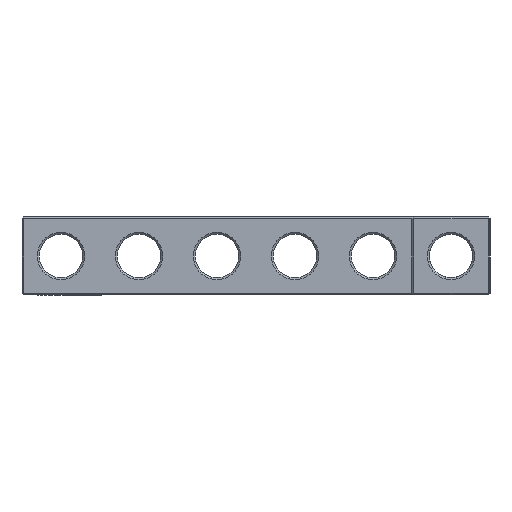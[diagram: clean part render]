
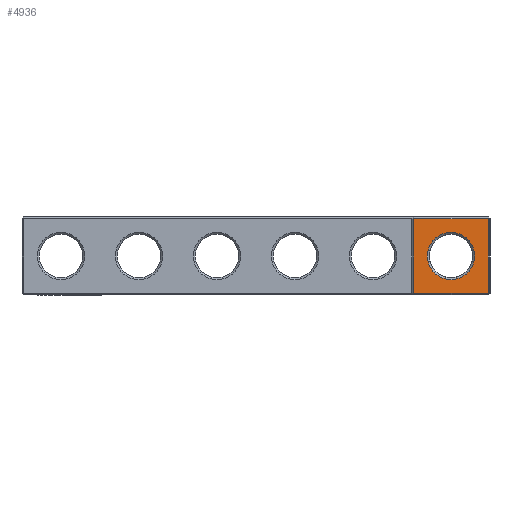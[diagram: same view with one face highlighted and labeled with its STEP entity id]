
A CAD part, left-side view. The second image highlights one B-rep face of the part: STEP entity #4936.
In plain terms, the highlighted planar face has unit normal (-1, 0, 0).
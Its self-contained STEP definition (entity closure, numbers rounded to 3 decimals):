
#361 = PLANE('',#362);
#362 = AXIS2_PLACEMENT_3D('',#363,#364,#365);
#363 = CARTESIAN_POINT('',(-118.6,6.1,0.));
#364 = DIRECTION('',(0.707,-0.707,0.)
  );
#365 = DIRECTION('',(0.,0.,-1.));
#1303 = VERTEX_POINT('',#1304);
#1304 = CARTESIAN_POINT('',(-118.75,5.95,0.3));
#1325 = EDGE_CURVE('',#1303,#1326,#1328,.T.);
#1326 = VERTEX_POINT('',#1327);
#1327 = CARTESIAN_POINT('',(-118.75,5.95,12.2));
#1328 = SURFACE_CURVE('',#1329,(#1333,#1340),.PCURVE_S1.);
#1329 = LINE('',#1330,#1331);
#1330 = CARTESIAN_POINT('',(-118.75,5.95,0.));
#1331 = VECTOR('',#1332,1.);
#1332 = DIRECTION('',(0.,0.,1.));
#1333 = PCURVE('',#361,#1334);
#1334 = DEFINITIONAL_REPRESENTATION('',(#1335),#1339);
#1335 = LINE('',#1336,#1337);
#1336 = CARTESIAN_POINT('',(0.,-0.212));
#1337 = VECTOR('',#1338,1.);
#1338 = DIRECTION('',(-1.,0.));
#1339 = ( GEOMETRIC_REPRESENTATION_CONTEXT(2) 
PARAMETRIC_REPRESENTATION_CONTEXT() REPRESENTATION_CONTEXT('2D SPACE',''
  ) );
#1340 = PCURVE('',#1341,#1346);
#1341 = PLANE('',#1342);
#1342 = AXIS2_PLACEMENT_3D('',#1343,#1344,#1345);
#1343 = CARTESIAN_POINT('',(-118.75,6.25,0.));
#1344 = DIRECTION('',(1.,0.,0.));
#1345 = DIRECTION('',(0.,-1.,0.));
#1346 = DEFINITIONAL_REPRESENTATION('',(#1347),#1351);
#1347 = LINE('',#1348,#1349);
#1348 = CARTESIAN_POINT('',(0.3,0.));
#1349 = VECTOR('',#1350,1.);
#1350 = DIRECTION('',(0.,-1.));
#1351 = ( GEOMETRIC_REPRESENTATION_CONTEXT(2) 
PARAMETRIC_REPRESENTATION_CONTEXT() REPRESENTATION_CONTEXT('2D SPACE',''
  ) );
#1917 = PLANE('',#1918);
#1918 = AXIS2_PLACEMENT_3D('',#1919,#1920,#1921);
#1919 = CARTESIAN_POINT('',(-118.6,6.25,0.15));
#1920 = DIRECTION('',(0.707,0.,0.707)
  );
#1921 = DIRECTION('',(0.,-1.,0.));
#2886 = PLANE('',#2887);
#2887 = AXIS2_PLACEMENT_3D('',#2888,#2889,#2890);
#2888 = CARTESIAN_POINT('',(-118.6,6.25,12.35));
#2889 = DIRECTION('',(-0.707,0.,0.707
    ));
#2890 = DIRECTION('',(0.,-1.,0.));
#4936 = ADVANCED_FACE('',(#4937,#5012),#1341,.F.);
#4937 = FACE_BOUND('',#4938,.F.);
#4938 = EDGE_LOOP('',(#4939,#4969,#4990,#4991));
#4939 = ORIENTED_EDGE('',*,*,#4940,.F.);
#4940 = EDGE_CURVE('',#4941,#4943,#4945,.T.);
#4941 = VERTEX_POINT('',#4942);
#4942 = CARTESIAN_POINT('',(-118.75,-5.95,0.3));
#4943 = VERTEX_POINT('',#4944);
#4944 = CARTESIAN_POINT('',(-118.75,-5.95,12.2));
#4945 = SURFACE_CURVE('',#4946,(#4950,#4957),.PCURVE_S1.);
#4946 = LINE('',#4947,#4948);
#4947 = CARTESIAN_POINT('',(-118.75,-5.95,0.));
#4948 = VECTOR('',#4949,1.);
#4949 = DIRECTION('',(0.,0.,1.));
#4950 = PCURVE('',#1341,#4951);
#4951 = DEFINITIONAL_REPRESENTATION('',(#4952),#4956);
#4952 = LINE('',#4953,#4954);
#4953 = CARTESIAN_POINT('',(12.2,0.));
#4954 = VECTOR('',#4955,1.);
#4955 = DIRECTION('',(0.,-1.));
#4956 = ( GEOMETRIC_REPRESENTATION_CONTEXT(2) 
PARAMETRIC_REPRESENTATION_CONTEXT() REPRESENTATION_CONTEXT('2D SPACE',''
  ) );
#4957 = PCURVE('',#4958,#4963);
#4958 = PLANE('',#4959);
#4959 = AXIS2_PLACEMENT_3D('',#4960,#4961,#4962);
#4960 = CARTESIAN_POINT('',(-118.6,-6.1,0.));
#4961 = DIRECTION('',(-0.707,-0.707,0.
    ));
#4962 = DIRECTION('',(0.,0.,1.));
#4963 = DEFINITIONAL_REPRESENTATION('',(#4964),#4968);
#4964 = LINE('',#4965,#4966);
#4965 = CARTESIAN_POINT('',(0.,0.212));
#4966 = VECTOR('',#4967,1.);
#4967 = DIRECTION('',(1.,0.));
#4968 = ( GEOMETRIC_REPRESENTATION_CONTEXT(2) 
PARAMETRIC_REPRESENTATION_CONTEXT() REPRESENTATION_CONTEXT('2D SPACE',''
  ) );
#4969 = ORIENTED_EDGE('',*,*,#4970,.F.);
#4970 = EDGE_CURVE('',#1303,#4941,#4971,.T.);
#4971 = SURFACE_CURVE('',#4972,(#4976,#4983),.PCURVE_S1.);
#4972 = LINE('',#4973,#4974);
#4973 = CARTESIAN_POINT('',(-118.75,6.25,0.3));
#4974 = VECTOR('',#4975,1.);
#4975 = DIRECTION('',(0.,-1.,0.));
#4976 = PCURVE('',#1341,#4977);
#4977 = DEFINITIONAL_REPRESENTATION('',(#4978),#4982);
#4978 = LINE('',#4979,#4980);
#4979 = CARTESIAN_POINT('',(0.,-0.3));
#4980 = VECTOR('',#4981,1.);
#4981 = DIRECTION('',(1.,0.));
#4982 = ( GEOMETRIC_REPRESENTATION_CONTEXT(2) 
PARAMETRIC_REPRESENTATION_CONTEXT() REPRESENTATION_CONTEXT('2D SPACE',''
  ) );
#4983 = PCURVE('',#1917,#4984);
#4984 = DEFINITIONAL_REPRESENTATION('',(#4985),#4989);
#4985 = LINE('',#4986,#4987);
#4986 = CARTESIAN_POINT('',(0.,-0.212));
#4987 = VECTOR('',#4988,1.);
#4988 = DIRECTION('',(1.,0.));
#4989 = ( GEOMETRIC_REPRESENTATION_CONTEXT(2) 
PARAMETRIC_REPRESENTATION_CONTEXT() REPRESENTATION_CONTEXT('2D SPACE',''
  ) );
#4990 = ORIENTED_EDGE('',*,*,#1325,.T.);
#4991 = ORIENTED_EDGE('',*,*,#4992,.T.);
#4992 = EDGE_CURVE('',#1326,#4943,#4993,.T.);
#4993 = SURFACE_CURVE('',#4994,(#4998,#5005),.PCURVE_S1.);
#4994 = LINE('',#4995,#4996);
#4995 = CARTESIAN_POINT('',(-118.75,6.25,12.2));
#4996 = VECTOR('',#4997,1.);
#4997 = DIRECTION('',(0.,-1.,0.));
#4998 = PCURVE('',#1341,#4999);
#4999 = DEFINITIONAL_REPRESENTATION('',(#5000),#5004);
#5000 = LINE('',#5001,#5002);
#5001 = CARTESIAN_POINT('',(0.,-12.2));
#5002 = VECTOR('',#5003,1.);
#5003 = DIRECTION('',(1.,0.));
#5004 = ( GEOMETRIC_REPRESENTATION_CONTEXT(2) 
PARAMETRIC_REPRESENTATION_CONTEXT() REPRESENTATION_CONTEXT('2D SPACE',''
  ) );
#5005 = PCURVE('',#2886,#5006);
#5006 = DEFINITIONAL_REPRESENTATION('',(#5007),#5011);
#5007 = LINE('',#5008,#5009);
#5008 = CARTESIAN_POINT('',(0.,-0.212));
#5009 = VECTOR('',#5010,1.);
#5010 = DIRECTION('',(1.,0.));
#5011 = ( GEOMETRIC_REPRESENTATION_CONTEXT(2) 
PARAMETRIC_REPRESENTATION_CONTEXT() REPRESENTATION_CONTEXT('2D SPACE',''
  ) );
#5012 = FACE_BOUND('',#5013,.F.);
#5013 = EDGE_LOOP('',(#5014));
#5014 = ORIENTED_EDGE('',*,*,#5015,.T.);
#5015 = EDGE_CURVE('',#5016,#5016,#5018,.T.);
#5016 = VERTEX_POINT('',#5017);
#5017 = CARTESIAN_POINT('',(-118.75,0.,10.04));
#5018 = SURFACE_CURVE('',#5019,(#5024,#5035),.PCURVE_S1.);
#5019 = CIRCLE('',#5020,3.79);
#5020 = AXIS2_PLACEMENT_3D('',#5021,#5022,#5023);
#5021 = CARTESIAN_POINT('',(-118.75,0.,6.25));
#5022 = DIRECTION('',(-1.,0.,0.));
#5023 = DIRECTION('',(0.,0.,1.));
#5024 = PCURVE('',#1341,#5025);
#5025 = DEFINITIONAL_REPRESENTATION('',(#5026),#5034);
#5026 = ( BOUNDED_CURVE() B_SPLINE_CURVE(2,(#5027,#5028,#5029,#5030,
#5031,#5032,#5033),.UNSPECIFIED.,.T.,.F.) B_SPLINE_CURVE_WITH_KNOTS((1,2
    ,2,2,2,1),(-2.094,0.,2.094,4.189,
6.283,8.378),.UNSPECIFIED.) CURVE() 
GEOMETRIC_REPRESENTATION_ITEM() RATIONAL_B_SPLINE_CURVE((1.,0.5,1.,0.5,
1.,0.5,1.)) REPRESENTATION_ITEM('') );
#5027 = CARTESIAN_POINT('',(6.25,-10.04));
#5028 = CARTESIAN_POINT('',(-0.314,-10.04));
#5029 = CARTESIAN_POINT('',(2.968,-4.355));
#5030 = CARTESIAN_POINT('',(6.25,1.33));
#5031 = CARTESIAN_POINT('',(9.532,-4.355));
#5032 = CARTESIAN_POINT('',(12.814,-10.04));
#5033 = CARTESIAN_POINT('',(6.25,-10.04));
#5034 = ( GEOMETRIC_REPRESENTATION_CONTEXT(2) 
PARAMETRIC_REPRESENTATION_CONTEXT() REPRESENTATION_CONTEXT('2D SPACE',''
  ) );
#5035 = PCURVE('',#5036,#5041);
#5036 = CONICAL_SURFACE('',#5037,3.49,0.785);
#5037 = AXIS2_PLACEMENT_3D('',#5038,#5039,#5040);
#5038 = CARTESIAN_POINT('',(-118.45,0.,6.25));
#5039 = DIRECTION('',(-1.,-0.,0.));
#5040 = DIRECTION('',(0.,0.,1.));
#5041 = DEFINITIONAL_REPRESENTATION('',(#5042),#5046);
#5042 = LINE('',#5043,#5044);
#5043 = CARTESIAN_POINT('',(0.,0.3));
#5044 = VECTOR('',#5045,1.);
#5045 = DIRECTION('',(1.,0.));
#5046 = ( GEOMETRIC_REPRESENTATION_CONTEXT(2) 
PARAMETRIC_REPRESENTATION_CONTEXT() REPRESENTATION_CONTEXT('2D SPACE',''
  ) );
